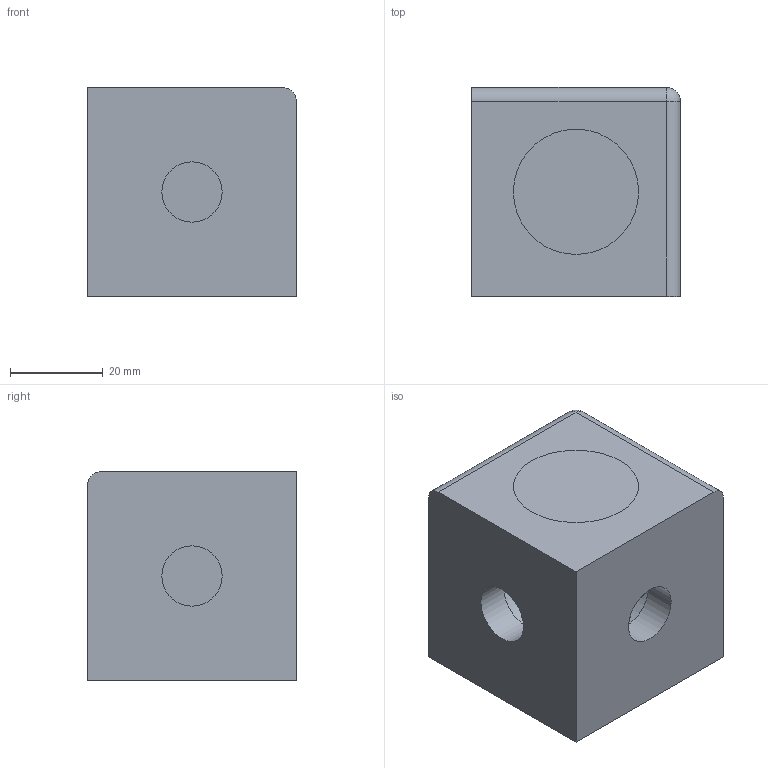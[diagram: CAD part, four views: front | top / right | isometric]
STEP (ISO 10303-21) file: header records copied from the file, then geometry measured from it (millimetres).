
FILE_DESCRIPTION(('STEP AP203'),'1');
FILE_NAME('FIXE10B1399.stp','2023-10-18T06:32:18',(' '),(' '),'Spatial InterOp 3D',' ',' ');
FILE_SCHEMA(('CONFIG_CONTROL_DESIGN'));
Length unit declared in the file: millimetre
Products named in the file (3): Raccord Cube 3D 10-45 argent; BouchonRaccordCube
Assembly tree (4 placements, depth 2):
  Raccord Cube 3D 10-45 argent
    Raccord Cube 3D 10-45 argent
    BouchonRaccordCube  x3
Bounding box: 45 x 45 x 45 mm (x, y, z)
Volume: 59483.8 mm3; surface area: 21776.6 mm2
Topology: 4 solids, 4 shells, 43 faces, 90 edges, 56 vertices
Faces by surface type: cylinder 18, plane 18, cone 6, sphere 1
Full cylindrical faces by diameter (mm): 13 x3, 21 x3, 24 x9
Entity records: 1759 total; most frequent: DIRECTION 163, PROPERTY_DEFINITION_REPRESENTATION 132, GENERAL_PROPERTY_ASSOCIATION 132, PROPERTY_DEFINITION 132, REPRESENTATION 132, GENERAL_PROPERTY 132, DESCRIPTIVE_REPRESENTATION_ITEM 132, CARTESIAN_POINT 130
